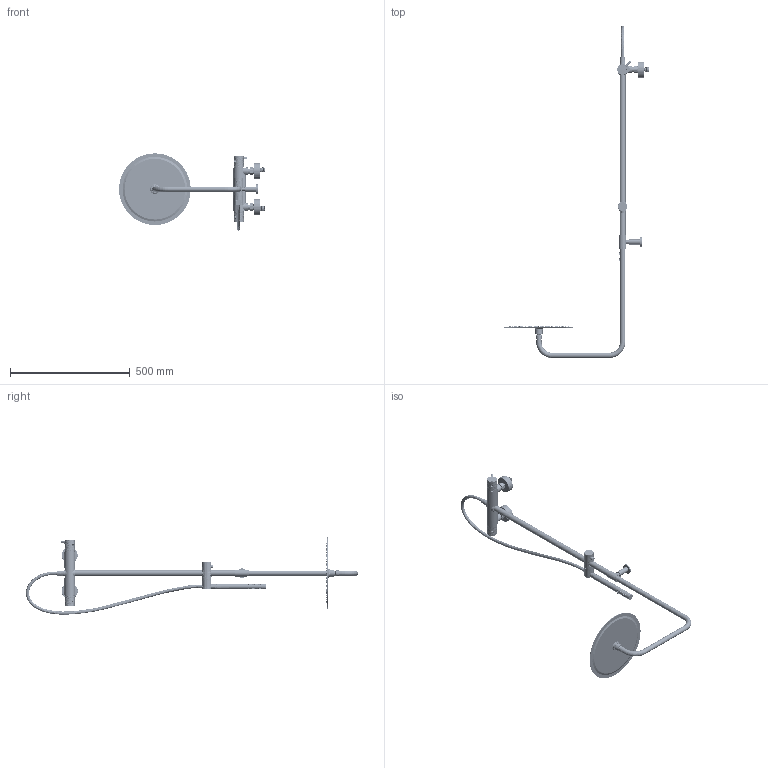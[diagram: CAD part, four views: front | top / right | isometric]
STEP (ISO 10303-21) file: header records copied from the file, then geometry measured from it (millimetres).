
FILE_DESCRIPTION (( 'STEP AP203' ), '1' );
FILE_NAME ('59DP07734.STEP', '2025-08-19T08:14:59', ( '' ), ( '' ), 'SwSTEP 2.0', 'SolidWorks 2021', '' );
FILE_SCHEMA (( 'CONFIG_CONTROL_DESIGN' ));
Length unit declared in the file: millimetre
Products named in the file (1): 59DP07734
Bounding box: 610.4 x 1388.44 x 323.64 mm (x, y, z)
Surface area: 984367.2 mm2 (no closed solid volume)
Topology: 0 solids, 43 shells, 6749 faces, 17116 edges, 11167 vertices
Faces by surface type: bspline 2289, cylinder 2099, plane 1232, cone 1038, torus 69, sphere 22
Entity records: 330312 total; most frequent: CARTESIAN_POINT 177587, ORIENTED_EDGE 34148, DIRECTION 29164, EDGE_CURVE 17076, AXIS2_PLACEMENT_3D 12455, VERTEX_POINT 11167, EDGE_LOOP 8129, CIRCLE 7994
